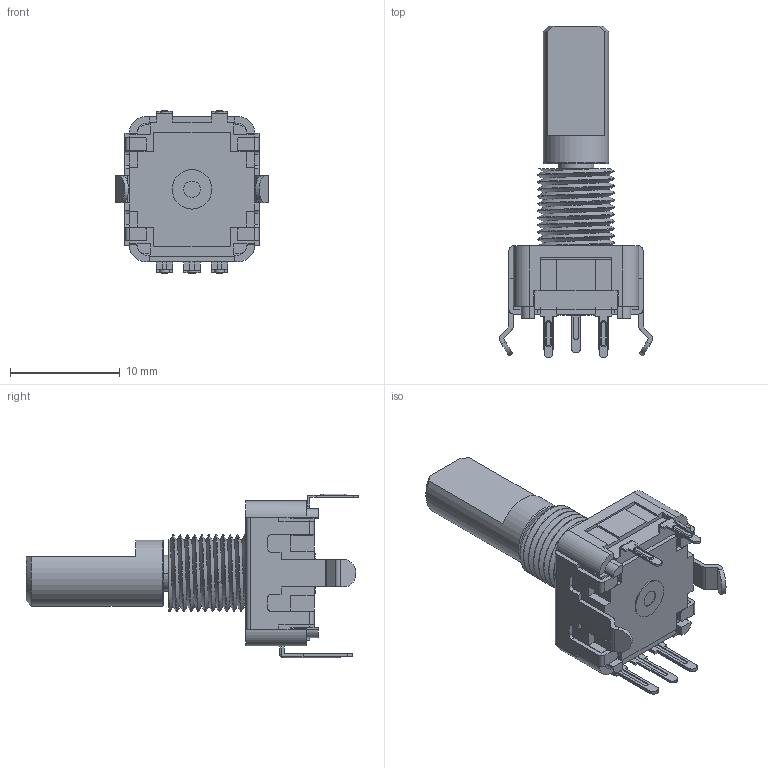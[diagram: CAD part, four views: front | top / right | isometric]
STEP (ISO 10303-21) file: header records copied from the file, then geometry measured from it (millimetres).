
FILE_DESCRIPTION (( 'STEP AP214' ), '1' );
FILE_NAME ('PEC11R-4220F-S0024.STEP', '2021-06-18T13:50:20', ( '' ), ( '' ), 'SwSTEP 2.0', 'SolidWorks 2018', '' );
FILE_SCHEMA (( 'AUTOMOTIVE_DESIGN' ));
Length unit declared in the file: millimetre
Products named in the file (2): PEC11R-4220F-S0024
Bounding box: 14 x 30.2 x 14.9 mm (x, y, z)
Volume: 1376.5 mm3; surface area: 1672.7 mm2
Topology: 1 solids, 4 shells, 443 faces, 1188 edges, 774 vertices
Faces by surface type: plane 279, cylinder 134, torus 15, bspline 8, cone 7
Full cylindrical faces by diameter (mm): 6 x1
Entity records: 19115 total; most frequent: CARTESIAN_POINT 6185, ORIENTED_EDGE 2372, DIRECTION 2221, EDGE_CURVE 1186, LINE 841, VECTOR 841, VERTEX_POINT 773, AXIS2_PLACEMENT_3D 690
